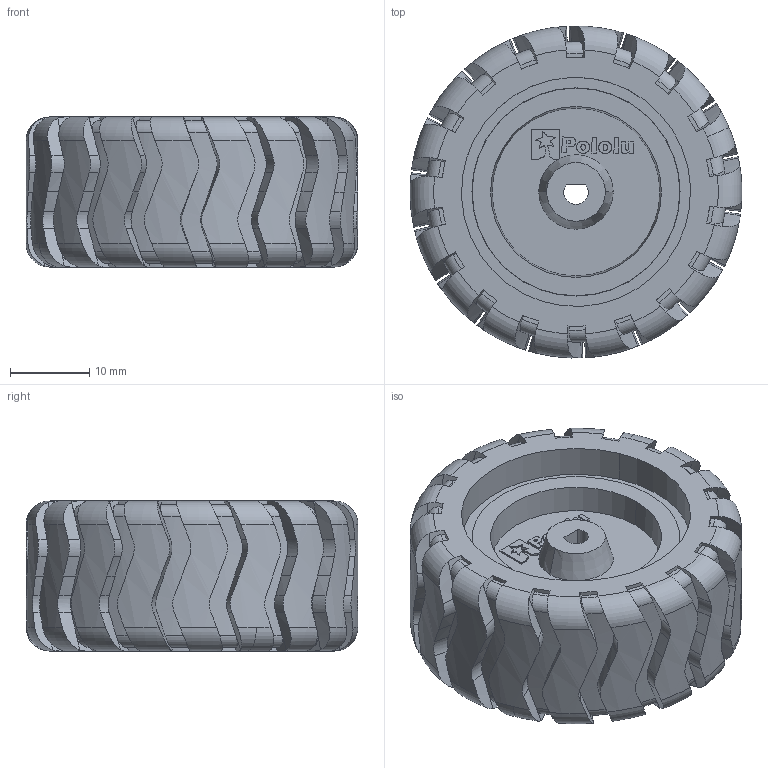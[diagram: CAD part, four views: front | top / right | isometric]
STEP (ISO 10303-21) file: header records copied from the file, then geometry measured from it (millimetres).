
FILE_DESCRIPTION (( 'STEP AP214' ), '1' );
FILE_NAME ('w3d02a.step', '2019-09-18T20:48:42', ( '' ), ( '' ), 'SwSTEP 2.0', 'SolidWorks 2016', '' );
FILE_SCHEMA (( 'AUTOMOTIVE_DESIGN' ));
Length unit declared in the file: millimetre
Products named in the file (1): w3d02a
Bounding box: 42 x 42 x 19 mm (x, y, z)
Volume: 15762.6 mm3; surface area: 8177.1 mm2
Topology: 1 solids, 1 shells, 1095 faces, 3182 edges, 2105 vertices
Faces by surface type: plane 557, bspline 292, cylinder 126, torus 74, cone 46
Entity records: 52556 total; most frequent: CARTESIAN_POINT 15385, ORIENTED_EDGE 6364, DIRECTION 3539, EDGE_CURVE 3182, VERTEX_POINT 2105, B_SPLINE_CURVE_WITH_KNOTS 1590, AXIS2_PLACEMENT_3D 1191, VECTOR 1157
